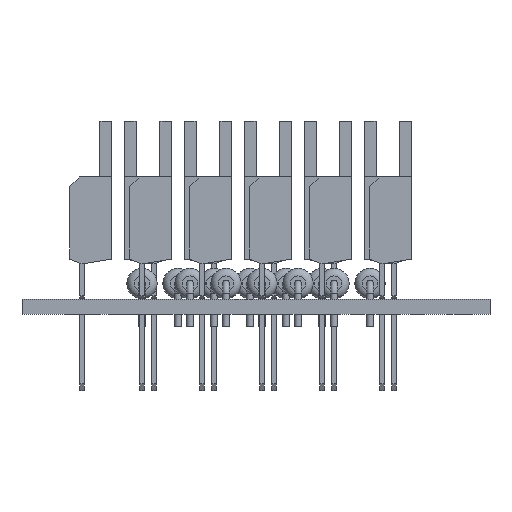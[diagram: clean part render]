
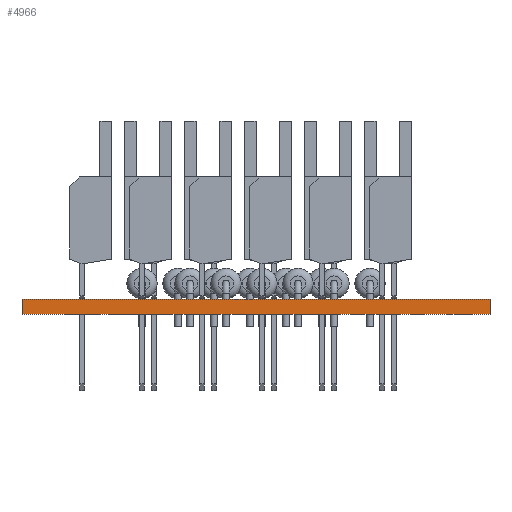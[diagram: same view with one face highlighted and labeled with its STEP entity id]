
A CAD part, front view. The second image highlights one B-rep face of the part: STEP entity #4966.
In plain terms, the highlighted planar face has unit normal (0, -1, 0).
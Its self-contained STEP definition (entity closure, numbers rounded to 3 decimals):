
#4850 = EDGE_CURVE('',#4851,#4853,#4855,.T.);
#4851 = VERTEX_POINT('',#4852);
#4852 = CARTESIAN_POINT('',(40.64,41.91,0.));
#4853 = VERTEX_POINT('',#4854);
#4854 = CARTESIAN_POINT('',(40.64,41.91,1.6));
#4855 = SURFACE_CURVE('',#4856,(#4860,#4872),.PCURVE_S1.);
#4856 = LINE('',#4857,#4858);
#4857 = CARTESIAN_POINT('',(40.64,41.91,0.));
#4858 = VECTOR('',#4859,1.);
#4859 = DIRECTION('',(0.,0.,1.));
#4860 = PCURVE('',#4861,#4866);
#4861 = PLANE('',#4862);
#4862 = AXIS2_PLACEMENT_3D('',#4863,#4864,#4865);
#4863 = CARTESIAN_POINT('',(40.64,41.91,0.));
#4864 = DIRECTION('',(-1.,0.,0.));
#4865 = DIRECTION('',(0.,1.,0.));
#4866 = DEFINITIONAL_REPRESENTATION('',(#4867),#4871);
#4867 = LINE('',#4868,#4869);
#4868 = CARTESIAN_POINT('',(0.,0.));
#4869 = VECTOR('',#4870,1.);
#4870 = DIRECTION('',(0.,-1.));
#4871 = ( GEOMETRIC_REPRESENTATION_CONTEXT(2) 
PARAMETRIC_REPRESENTATION_CONTEXT() REPRESENTATION_CONTEXT('2D SPACE',''
  ) );
#4872 = PCURVE('',#4873,#4878);
#4873 = PLANE('',#4874);
#4874 = AXIS2_PLACEMENT_3D('',#4875,#4876,#4877);
#4875 = CARTESIAN_POINT('',(90.17,41.91,0.));
#4876 = DIRECTION('',(0.,-1.,0.));
#4877 = DIRECTION('',(-1.,0.,0.));
#4878 = DEFINITIONAL_REPRESENTATION('',(#4879),#4883);
#4879 = LINE('',#4880,#4881);
#4880 = CARTESIAN_POINT('',(49.53,0.));
#4881 = VECTOR('',#4882,1.);
#4882 = DIRECTION('',(0.,-1.));
#4883 = ( GEOMETRIC_REPRESENTATION_CONTEXT(2) 
PARAMETRIC_REPRESENTATION_CONTEXT() REPRESENTATION_CONTEXT('2D SPACE',''
  ) );
#4901 = PLANE('',#4902);
#4902 = AXIS2_PLACEMENT_3D('',#4903,#4904,#4905);
#4903 = CARTESIAN_POINT('',(65.405,90.805,1.6));
#4904 = DIRECTION('',(-0.,-0.,-1.));
#4905 = DIRECTION('',(-1.,0.,0.));
#4955 = PLANE('',#4956);
#4956 = AXIS2_PLACEMENT_3D('',#4957,#4958,#4959);
#4957 = CARTESIAN_POINT('',(65.405,90.805,0.));
#4958 = DIRECTION('',(-0.,-0.,-1.));
#4959 = DIRECTION('',(-1.,0.,0.));
#4966 = ADVANCED_FACE('',(#4967),#4873,.T.);
#4967 = FACE_BOUND('',#4968,.T.);
#4968 = EDGE_LOOP('',(#4969,#4999,#5020,#5021));
#4969 = ORIENTED_EDGE('',*,*,#4970,.T.);
#4970 = EDGE_CURVE('',#4971,#4973,#4975,.T.);
#4971 = VERTEX_POINT('',#4972);
#4972 = CARTESIAN_POINT('',(90.17,41.91,0.));
#4973 = VERTEX_POINT('',#4974);
#4974 = CARTESIAN_POINT('',(90.17,41.91,1.6));
#4975 = SURFACE_CURVE('',#4976,(#4980,#4987),.PCURVE_S1.);
#4976 = LINE('',#4977,#4978);
#4977 = CARTESIAN_POINT('',(90.17,41.91,0.));
#4978 = VECTOR('',#4979,1.);
#4979 = DIRECTION('',(0.,0.,1.));
#4980 = PCURVE('',#4873,#4981);
#4981 = DEFINITIONAL_REPRESENTATION('',(#4982),#4986);
#4982 = LINE('',#4983,#4984);
#4983 = CARTESIAN_POINT('',(0.,-0.));
#4984 = VECTOR('',#4985,1.);
#4985 = DIRECTION('',(0.,-1.));
#4986 = ( GEOMETRIC_REPRESENTATION_CONTEXT(2) 
PARAMETRIC_REPRESENTATION_CONTEXT() REPRESENTATION_CONTEXT('2D SPACE',''
  ) );
#4987 = PCURVE('',#4988,#4993);
#4988 = PLANE('',#4989);
#4989 = AXIS2_PLACEMENT_3D('',#4990,#4991,#4992);
#4990 = CARTESIAN_POINT('',(90.17,139.7,0.));
#4991 = DIRECTION('',(1.,0.,-0.));
#4992 = DIRECTION('',(0.,-1.,0.));
#4993 = DEFINITIONAL_REPRESENTATION('',(#4994),#4998);
#4994 = LINE('',#4995,#4996);
#4995 = CARTESIAN_POINT('',(97.79,0.));
#4996 = VECTOR('',#4997,1.);
#4997 = DIRECTION('',(0.,-1.));
#4998 = ( GEOMETRIC_REPRESENTATION_CONTEXT(2) 
PARAMETRIC_REPRESENTATION_CONTEXT() REPRESENTATION_CONTEXT('2D SPACE',''
  ) );
#4999 = ORIENTED_EDGE('',*,*,#5000,.T.);
#5000 = EDGE_CURVE('',#4973,#4853,#5001,.T.);
#5001 = SURFACE_CURVE('',#5002,(#5006,#5013),.PCURVE_S1.);
#5002 = LINE('',#5003,#5004);
#5003 = CARTESIAN_POINT('',(90.17,41.91,1.6));
#5004 = VECTOR('',#5005,1.);
#5005 = DIRECTION('',(-1.,0.,0.));
#5006 = PCURVE('',#4873,#5007);
#5007 = DEFINITIONAL_REPRESENTATION('',(#5008),#5012);
#5008 = LINE('',#5009,#5010);
#5009 = CARTESIAN_POINT('',(0.,-1.6));
#5010 = VECTOR('',#5011,1.);
#5011 = DIRECTION('',(1.,0.));
#5012 = ( GEOMETRIC_REPRESENTATION_CONTEXT(2) 
PARAMETRIC_REPRESENTATION_CONTEXT() REPRESENTATION_CONTEXT('2D SPACE',''
  ) );
#5013 = PCURVE('',#4901,#5014);
#5014 = DEFINITIONAL_REPRESENTATION('',(#5015),#5019);
#5015 = LINE('',#5016,#5017);
#5016 = CARTESIAN_POINT('',(-24.765,-48.895));
#5017 = VECTOR('',#5018,1.);
#5018 = DIRECTION('',(1.,0.));
#5019 = ( GEOMETRIC_REPRESENTATION_CONTEXT(2) 
PARAMETRIC_REPRESENTATION_CONTEXT() REPRESENTATION_CONTEXT('2D SPACE',''
  ) );
#5020 = ORIENTED_EDGE('',*,*,#4850,.F.);
#5021 = ORIENTED_EDGE('',*,*,#5022,.F.);
#5022 = EDGE_CURVE('',#4971,#4851,#5023,.T.);
#5023 = SURFACE_CURVE('',#5024,(#5028,#5035),.PCURVE_S1.);
#5024 = LINE('',#5025,#5026);
#5025 = CARTESIAN_POINT('',(90.17,41.91,0.));
#5026 = VECTOR('',#5027,1.);
#5027 = DIRECTION('',(-1.,0.,0.));
#5028 = PCURVE('',#4873,#5029);
#5029 = DEFINITIONAL_REPRESENTATION('',(#5030),#5034);
#5030 = LINE('',#5031,#5032);
#5031 = CARTESIAN_POINT('',(0.,-0.));
#5032 = VECTOR('',#5033,1.);
#5033 = DIRECTION('',(1.,0.));
#5034 = ( GEOMETRIC_REPRESENTATION_CONTEXT(2) 
PARAMETRIC_REPRESENTATION_CONTEXT() REPRESENTATION_CONTEXT('2D SPACE',''
  ) );
#5035 = PCURVE('',#4955,#5036);
#5036 = DEFINITIONAL_REPRESENTATION('',(#5037),#5041);
#5037 = LINE('',#5038,#5039);
#5038 = CARTESIAN_POINT('',(-24.765,-48.895));
#5039 = VECTOR('',#5040,1.);
#5040 = DIRECTION('',(1.,0.));
#5041 = ( GEOMETRIC_REPRESENTATION_CONTEXT(2) 
PARAMETRIC_REPRESENTATION_CONTEXT() REPRESENTATION_CONTEXT('2D SPACE',''
  ) );
